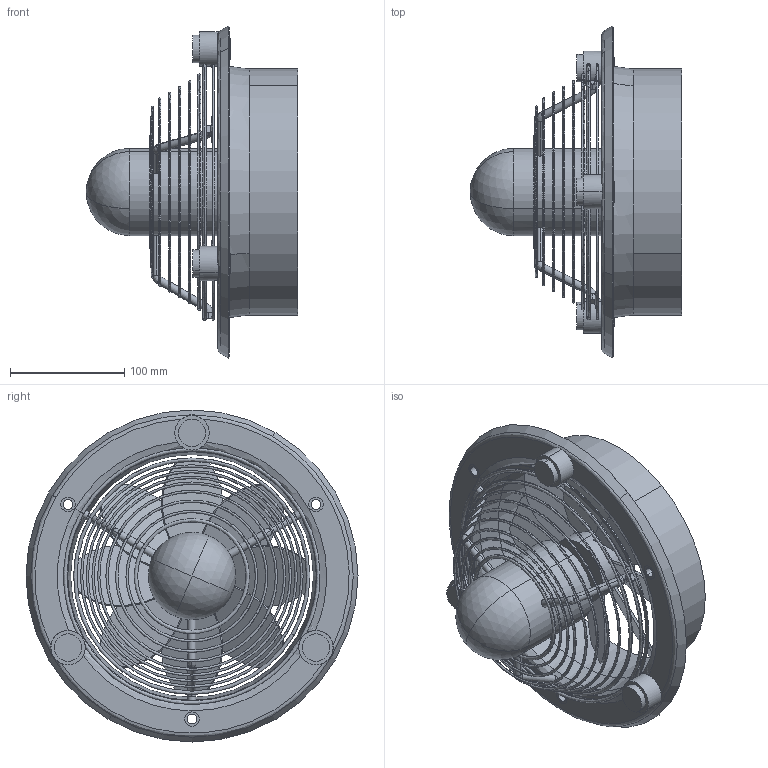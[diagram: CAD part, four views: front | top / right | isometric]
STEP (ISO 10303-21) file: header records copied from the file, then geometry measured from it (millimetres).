
FILE_DESCRIPTION (( 'STEP AP214' ), '1' );
FILE_NAME ('0094-0071.STEP', '2015-02-08T22:27:43', ( '' ), ( '' ), 'SwSTEP 2.0', 'SolidWorks 2013', '' );
FILE_SCHEMA (( 'AUTOMOTIVE_DESIGN' ));
Length unit declared in the file: millimetre
Products named in the file (1): 0094-0071
Bounding box: 185 x 290 x 290 mm (x, y, z)
Volume: 859527 mm3; surface area: 325689.8 mm2
Topology: 1 solids, 1 shells, 267 faces, 873 edges, 522 vertices
Faces by surface type: bspline 100, cylinder 76, plane 61, cone 24, sphere 6
Entity records: 19308 total; most frequent: CARTESIAN_POINT 9647, ORIENTED_EDGE 1658, DIRECTION 1159, EDGE_CURVE 829, VERTEX_POINT 522, AXIS2_PLACEMENT_3D 518, CIRCLE 350, B_SPLINE_CURVE_WITH_KNOTS 336
